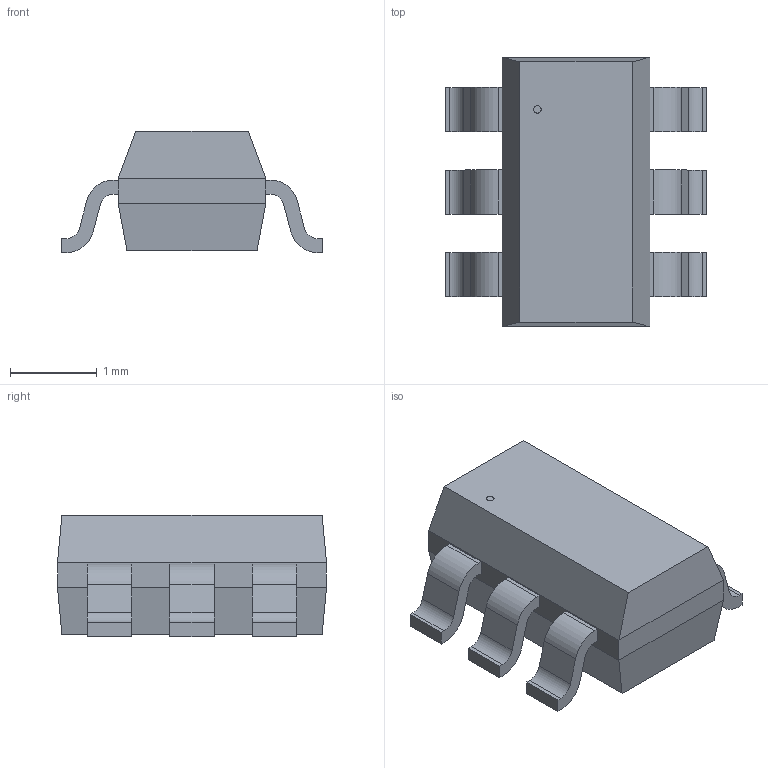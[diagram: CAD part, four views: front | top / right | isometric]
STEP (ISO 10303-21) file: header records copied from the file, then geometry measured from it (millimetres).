
FILE_DESCRIPTION(('FreeCAD Model'),'2;1');
FILE_NAME('Open CASCADE Shape Model','2024-10-05T16:40:57',(''),(''), 'Open CASCADE STEP processor 7.6','FreeCAD','Unknown');
FILE_SCHEMA(('AUTOMOTIVE_DESIGN { 1 0 10303 214 1 1 1 1 }'));
Length unit declared in the file: millimetre
Products named in the file (8): Solid; Solid001; Solid002; Solid003; Solid004; Solid005; Solid006; Solid007
Bounding box: 3 x 3.1 x 1.4 mm (x, y, z)
Volume: 7.2 mm3; surface area: 30.9 mm2
Topology: 8 solids, 8 shells, 101 faces, 247 edges, 162 vertices
Faces by surface type: plane 76, cylinder 25
Full cylindrical faces by diameter (mm): 0.085 x1
Entity records: 3094 total; most frequent: CARTESIAN_POINT 512, DIRECTION 500, ORIENTED_EDGE 494, EDGE_CURVE 247, LINE 196, VECTOR 196, VERTEX_POINT 162, AXIS2_PLACEMENT_3D 152
